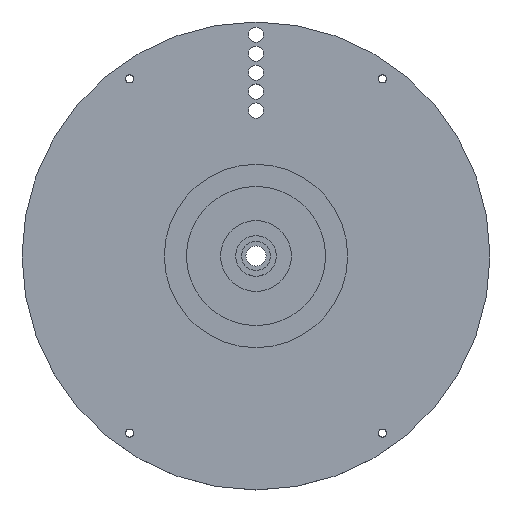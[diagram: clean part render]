
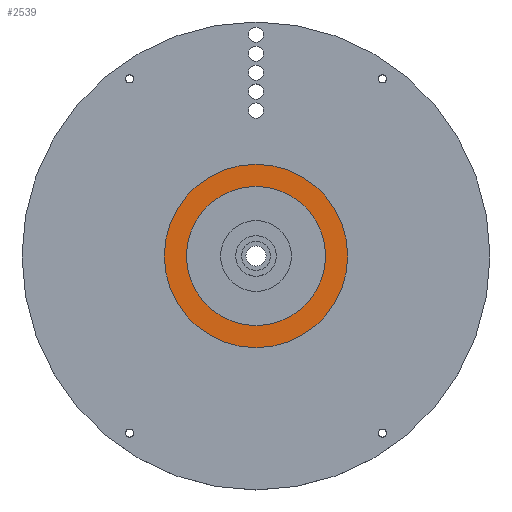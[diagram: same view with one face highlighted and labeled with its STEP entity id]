
A CAD part, top view. The second image highlights one B-rep face of the part: STEP entity #2539.
In plain terms, the highlighted planar face has unit normal (0, 0, 1).
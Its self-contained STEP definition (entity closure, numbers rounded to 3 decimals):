
#8 = DIRECTION ( 'NONE',  ( 0., 0., 1. ) ) ;
#103 = EDGE_CURVE ( 'NONE', #3826, #1529, #840, .T. ) ;
#112 = EDGE_CURVE ( 'NONE', #1529, #3826, #4878, .T. ) ;
#597 = VERTEX_POINT ( 'NONE', #4346 ) ;
#630 = AXIS2_PLACEMENT_3D ( 'NONE', #3326, #2447, #4099 ) ;
#815 = DIRECTION ( 'NONE',  ( 1., 0., 0. ) ) ;
#840 = CIRCLE ( 'NONE', #2488, 55. ) ;
#851 = AXIS2_PLACEMENT_3D ( 'NONE', #2246, #1393, #4160 ) ;
#1115 = ORIENTED_EDGE ( 'NONE', *, *, #103, .F. ) ;
#1393 = DIRECTION ( 'NONE',  ( 0., 0., 1. ) ) ;
#1416 = EDGE_CURVE ( 'NONE', #2806, #597, #2849, .T. ) ;
#1529 = VERTEX_POINT ( 'NONE', #4051 ) ;
#1539 = DIRECTION ( 'NONE',  ( 0., 0., 1. ) ) ;
#1791 = ORIENTED_EDGE ( 'NONE', *, *, #112, .F. ) ;
#1915 = AXIS2_PLACEMENT_3D ( 'NONE', #4398, #3889, #3605 ) ;
#2246 = CARTESIAN_POINT ( 'NONE',  ( 0., 0., 12. ) ) ;
#2277 = CARTESIAN_POINT ( 'NONE',  ( 0., 0., 12. ) ) ;
#2302 = PLANE ( 'NONE',  #4170 ) ;
#2398 = CARTESIAN_POINT ( 'NONE',  ( 55., 0., 12. ) ) ;
#2433 = EDGE_LOOP ( 'NONE', ( #1115, #1791 ) ) ;
#2447 = DIRECTION ( 'NONE',  ( 0., 0., 1. ) ) ;
#2484 = EDGE_LOOP ( 'NONE', ( #3059, #2791 ) ) ;
#2488 = AXIS2_PLACEMENT_3D ( 'NONE', #4715, #1539, #815 ) ;
#2501 = CIRCLE ( 'NONE', #851, 72.5 ) ;
#2539 = ADVANCED_FACE ( 'NONE', ( #3548, #2721 ), #2302, .T. ) ;
#2721 = FACE_OUTER_BOUND ( 'NONE', #2484, .T. ) ;
#2791 = ORIENTED_EDGE ( 'NONE', *, *, #3497, .T. ) ;
#2806 = VERTEX_POINT ( 'NONE', #3017 ) ;
#2849 = CIRCLE ( 'NONE', #630, 72.5 ) ;
#3017 = CARTESIAN_POINT ( 'NONE',  ( 72.5, 0., 12. ) ) ;
#3059 = ORIENTED_EDGE ( 'NONE', *, *, #1416, .T. ) ;
#3326 = CARTESIAN_POINT ( 'NONE',  ( 0., 0., 12. ) ) ;
#3497 = EDGE_CURVE ( 'NONE', #597, #2806, #2501, .T. ) ;
#3548 = FACE_BOUND ( 'NONE', #2433, .T. ) ;
#3605 = DIRECTION ( 'NONE',  ( 1., 0., 0. ) ) ;
#3826 = VERTEX_POINT ( 'NONE', #2398 ) ;
#3880 = DIRECTION ( 'NONE',  ( 1., 0., 0. ) ) ;
#3889 = DIRECTION ( 'NONE',  ( 0., 0., 1. ) ) ;
#4051 = CARTESIAN_POINT ( 'NONE',  ( -55., 0., 12. ) ) ;
#4099 = DIRECTION ( 'NONE',  ( 1., 0., 0. ) ) ;
#4160 = DIRECTION ( 'NONE',  ( 1., 0., 0. ) ) ;
#4170 = AXIS2_PLACEMENT_3D ( 'NONE', #2277, #8, #3880 ) ;
#4346 = CARTESIAN_POINT ( 'NONE',  ( -72.5, 0., 12. ) ) ;
#4398 = CARTESIAN_POINT ( 'NONE',  ( 0., 0., 12. ) ) ;
#4715 = CARTESIAN_POINT ( 'NONE',  ( 0., 0., 12. ) ) ;
#4878 = CIRCLE ( 'NONE', #1915, 55. ) ;
